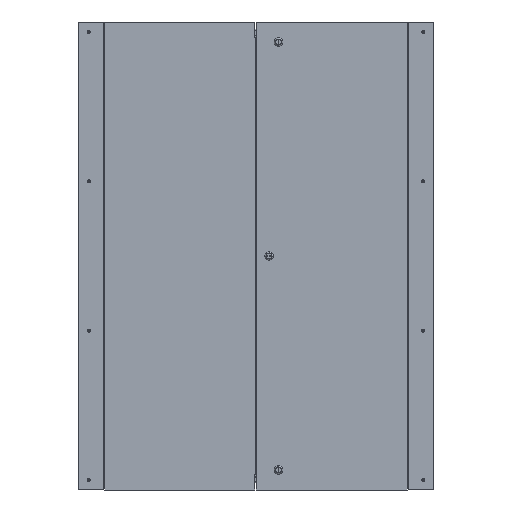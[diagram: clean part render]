
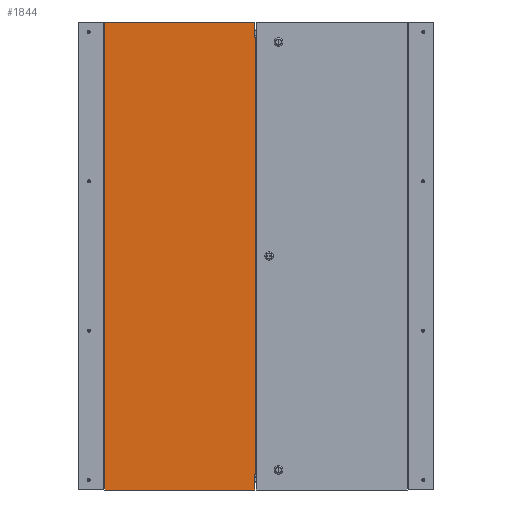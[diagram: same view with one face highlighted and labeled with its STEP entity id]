
A CAD part, front view. The second image highlights one B-rep face of the part: STEP entity #1844.
In plain terms, the highlighted planar face has unit normal (0, -1, 0).
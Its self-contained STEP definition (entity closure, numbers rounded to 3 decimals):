
#1844 = ADVANCED_FACE( '', ( #3685 ), #3686, .T. );
#3685 = FACE_OUTER_BOUND( '', #23090, .T. );
#3686 = PLANE( '', #23091 );
#23090 = EDGE_LOOP( '', ( #36977, #36978, #36979, #36980, #36981, #36982, #36983, #36984 ) );
#23091 = AXIS2_PLACEMENT_3D( '', #36985, #36986, #36987 );
#36977 = ORIENTED_EDGE( '', *, *, #40097, .F. );
#36978 = ORIENTED_EDGE( '', *, *, #40470, .T. );
#36979 = ORIENTED_EDGE( '', *, *, #40185, .F. );
#36980 = ORIENTED_EDGE( '', *, *, #40471, .F. );
#36981 = ORIENTED_EDGE( '', *, *, #39699, .T. );
#36982 = ORIENTED_EDGE( '', *, *, #40472, .T. );
#36983 = ORIENTED_EDGE( '', *, *, #39929, .T. );
#36984 = ORIENTED_EDGE( '', *, *, #39368, .F. );
#36985 = CARTESIAN_POINT( '', ( 0., 0., 0. ) );
#36986 = DIRECTION( '', ( 0., -1., 0. ) );
#36987 = DIRECTION( '', ( 0., 0., -1. ) );
#39368 = EDGE_CURVE( '', #41728, #41730, #41731, .T. );
#39699 = EDGE_CURVE( '', #42270, #42274, #42276, .T. );
#39929 = EDGE_CURVE( '', #42621, #41730, #42622, .T. );
#40097 = EDGE_CURVE( '', #42871, #41728, #42873, .T. );
#40185 = EDGE_CURVE( '', #42995, #42997, #42998, .T. );
#40470 = EDGE_CURVE( '', #42871, #42997, #43361, .T. );
#40471 = EDGE_CURVE( '', #42270, #42995, #43362, .T. );
#40472 = EDGE_CURVE( '', #42274, #42621, #43363, .T. );
#41728 = VERTEX_POINT( '', #45642 );
#41730 = VERTEX_POINT( '', #45645 );
#41731 = LINE( '', #45646, #45647 );
#42270 = VERTEX_POINT( '', #46921 );
#42274 = VERTEX_POINT( '', #46927 );
#42276 = LINE( '', #46930, #46931 );
#42621 = VERTEX_POINT( '', #47797 );
#42622 = LINE( '', #47798, #47799 );
#42871 = VERTEX_POINT( '', #48365 );
#42873 = LINE( '', #48367, #48368 );
#42995 = VERTEX_POINT( '', #48609 );
#42997 = VERTEX_POINT( '', #48612 );
#42998 = LINE( '', #48613, #48614 );
#43361 = LINE( '', #49403, #49404 );
#43362 = LINE( '', #49405, #49406 );
#43363 = LINE( '', #49407, #49408 );
#45642 = CARTESIAN_POINT( '', ( 194.475, 0., -587.375 ) );
#45645 = CARTESIAN_POINT( '', ( 194.475, 0., -628.65 ) );
#45646 = CARTESIAN_POINT( '', ( 194.475, 0., 0. ) );
#45647 = VECTOR( '', #50881, 1000. );
#46921 = CARTESIAN_POINT( '', ( 194.475, 0., 628.65 ) );
#46927 = CARTESIAN_POINT( '', ( -208.75, 0., 628.65 ) );
#46930 = CARTESIAN_POINT( '', ( 208.75, 0., 628.65 ) );
#46931 = VECTOR( '', #51218, 1000. );
#47797 = CARTESIAN_POINT( '', ( -208.75, 0., -628.65 ) );
#47798 = CARTESIAN_POINT( '', ( -208.75, 0., -628.65 ) );
#47799 = VECTOR( '', #51436, 1000. );
#48365 = CARTESIAN_POINT( '', ( 195.204, 0., -587.375 ) );
#48367 = CARTESIAN_POINT( '', ( 0., 0., -587.375 ) );
#48368 = VECTOR( '', #51592, 1000. );
#48609 = CARTESIAN_POINT( '', ( 194.475, 0., 587.375 ) );
#48612 = CARTESIAN_POINT( '', ( 195.204, 0., 587.375 ) );
#48613 = CARTESIAN_POINT( '', ( 0., 0., 587.375 ) );
#48614 = VECTOR( '', #51682, 1000. );
#49403 = CARTESIAN_POINT( '', ( 195.204, 0., -587.375 ) );
#49404 = VECTOR( '', #51945, 1000. );
#49405 = CARTESIAN_POINT( '', ( 194.475, 0., 0. ) );
#49406 = VECTOR( '', #51946, 1000. );
#49407 = CARTESIAN_POINT( '', ( -208.75, 0., 628.65 ) );
#49408 = VECTOR( '', #51947, 1000. );
#50881 = DIRECTION( '', ( 0., 0., -1. ) );
#51218 = DIRECTION( '', ( -1., 0., 0. ) );
#51436 = DIRECTION( '', ( 1., 0., 0. ) );
#51592 = DIRECTION( '', ( -1., 0., 0. ) );
#51682 = DIRECTION( '', ( 1., 0., 0. ) );
#51945 = DIRECTION( '', ( 0., 0., 1. ) );
#51946 = DIRECTION( '', ( 0., 0., -1. ) );
#51947 = DIRECTION( '', ( 0., 0., -1. ) );
